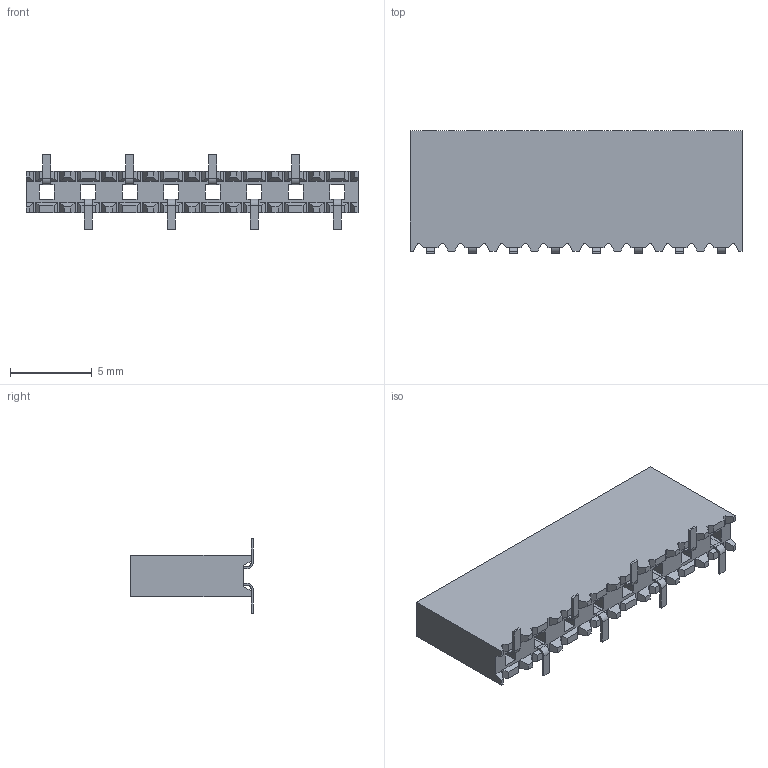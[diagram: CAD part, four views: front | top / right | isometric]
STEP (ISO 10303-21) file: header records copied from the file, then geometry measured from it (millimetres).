
FILE_DESCRIPTION(/* description */ ('STEP AP214'),/* implementation_level */ '2;1');
FILE_NAME(/* name */ 'SSM-108-T-SV-TR',/* time_stamp */ '2023-04-12T23:10:21+02:00',/* author */ ('License CC BY-ND 4.0'),/* organization */ ('CADENAS'),/* preprocessor_version */ 'ST-DEVELOPER v19.3',/* originating_system */ 'PARTsolutions',/* authorisation */ ' ');
FILE_SCHEMA (('AUTOMOTIVE_DESIGN {1 0 10303 214 3 1 1}'));
Length unit declared in the file: inch
Products named in the file (3): SSM-108-T-SV-TR; C-95-028; SSM-108-T-SV-TR_body
Assembly tree (2 placements, depth 2):
  SSM-108-T-SV-TR
    C-95-028
    SSM-108-T-SV-TR_body
Bounding box: 20.32 x 7.49 x 4.57 mm (x, y, z)
Volume: 314.7 mm3; surface area: 726.6 mm2
Topology: 2 solids, 2 shells, 297 faces, 876 edges, 584 vertices
Faces by surface type: plane 281, cylinder 16
Entity records: 9856 total; most frequent: CARTESIAN_POINT 1760, ORIENTED_EDGE 1752, DIRECTION 1508, EDGE_CURVE 876, LINE 844, VECTOR 844, VERTEX_POINT 584, AXIS2_PLACEMENT_3D 332
